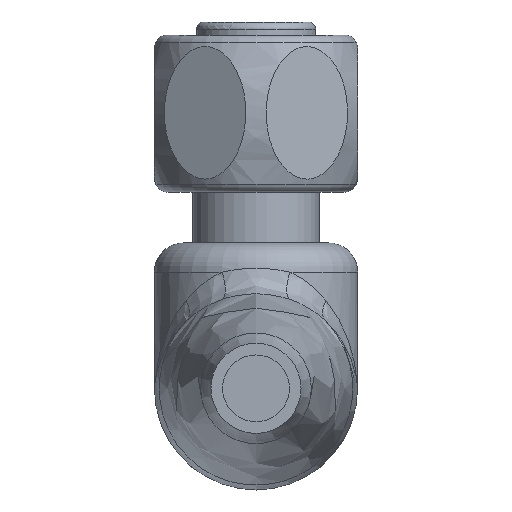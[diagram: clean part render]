
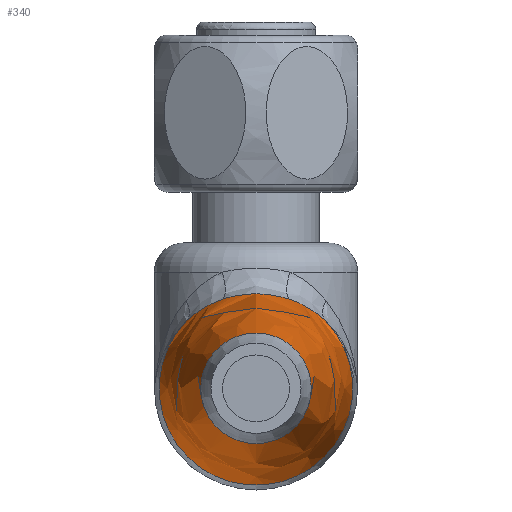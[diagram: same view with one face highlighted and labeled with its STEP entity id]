
A CAD part, front view. The second image highlights one B-rep face of the part: STEP entity #340.
In plain terms, the highlighted free-form (B-spline) face has degree [3, 3] with [4, 7] control points.
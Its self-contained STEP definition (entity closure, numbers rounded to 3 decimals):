
#44=(
BOUNDED_SURFACE()
B_SPLINE_SURFACE(3,3,((#2459,#2460,#2461,#2462,#2463,#2464,#2465),(#2466,
#2467,#2468,#2469,#2470,#2471,#2472),(#2473,#2474,#2475,#2476,#2477,#2478,
#2479),(#2480,#2481,#2482,#2483,#2484,#2485,#2486)),.UNSPECIFIED.,.F.,.T.,
 .F.)
B_SPLINE_SURFACE_WITH_KNOTS((4,4),(1,3,3,3,1),(0.,1.),(-0.5,0.,0.5,1.,1.5),
 .UNSPECIFIED.)
GEOMETRIC_REPRESENTATION_ITEM()
RATIONAL_B_SPLINE_SURFACE(((1.,0.333,0.333,1.,0.333,
0.333,1.),(0.998,0.333,0.333,
0.998,0.333,0.333,0.998),
(0.998,0.333,0.333,0.998,
0.333,0.333,0.998),(1.,0.333,
0.333,1.,0.333,0.333,1.)))
REPRESENTATION_ITEM('')
SURFACE()
);
#111=FACE_BOUND('',#554,.T.);
#112=FACE_BOUND('',#555,.T.);
#340=ADVANCED_FACE('',(#111,#112),#44,.T.);
#554=EDGE_LOOP('',(#886));
#555=EDGE_LOOP('',(#887,#888,#889,#890));
#585=B_SPLINE_CURVE_WITH_KNOTS('',3,(#2445,#2446,#2447,#2448),
 .UNSPECIFIED.,.F.,.F.,(4,4),(0.,1.),.UNSPECIFIED.);
#586=B_SPLINE_CURVE_WITH_KNOTS('',3,(#2450,#2451,#2452,#2453),
 .UNSPECIFIED.,.F.,.F.,(4,4),(0.,1.),.UNSPECIFIED.);
#587=B_SPLINE_CURVE_WITH_KNOTS('',3,(#2455,#2456,#2457,#2458),
 .UNSPECIFIED.,.F.,.F.,(4,4),(0.,1.),.UNSPECIFIED.);
#886=ORIENTED_EDGE('',*,*,#1204,.F.);
#887=ORIENTED_EDGE('',*,*,#1205,.T.);
#888=ORIENTED_EDGE('',*,*,#1206,.T.);
#889=ORIENTED_EDGE('',*,*,#1207,.T.);
#890=ORIENTED_EDGE('',*,*,#1208,.T.);
#1042=VERTEX_POINT('',#2441);
#1043=VERTEX_POINT('',#2443);
#1044=VERTEX_POINT('',#2444);
#1045=VERTEX_POINT('',#2449);
#1046=VERTEX_POINT('',#2454);
#1204=EDGE_CURVE('',#1042,#1042,#1302,.T.);
#1205=EDGE_CURVE('',#1043,#1044,#1303,.T.);
#1206=EDGE_CURVE('',#1044,#1045,#585,.T.);
#1207=EDGE_CURVE('',#1045,#1046,#586,.T.);
#1208=EDGE_CURVE('',#1046,#1043,#587,.T.);
#1302=CIRCLE('',#1470,3.805);
#1303=CIRCLE('',#1471,6.663);
#1470=AXIS2_PLACEMENT_3D('',#2440,#1857,#1858);
#1471=AXIS2_PLACEMENT_3D('',#2442,#1859,#1860);
#1857=DIRECTION('',(0.,-1.,0.));
#1858=DIRECTION('',(0.,0.,1.));
#1859=DIRECTION('',(0.,-1.,0.));
#1860=DIRECTION('',(0.,0.,1.));
#2440=CARTESIAN_POINT('',(0.,-26.916,-25.2));
#2441=CARTESIAN_POINT('',(0.,-26.916,-21.395));
#2442=CARTESIAN_POINT('',(0.,-6.437,-25.2));
#2443=CARTESIAN_POINT('',(-4.756,-6.437,-20.534));
#2444=CARTESIAN_POINT('',(4.756,-6.437,-20.534));
#2445=CARTESIAN_POINT('',(4.756,-6.437,-20.534));
#2446=CARTESIAN_POINT('',(4.115,-7.203,-19.938));
#2447=CARTESIAN_POINT('',(3.31,-7.892,-19.415));
#2448=CARTESIAN_POINT('',(2.296,-8.35,-19.069));
#2449=CARTESIAN_POINT('',(2.296,-8.35,-19.069));
#2450=CARTESIAN_POINT('',(2.296,-8.35,-19.069));
#2451=CARTESIAN_POINT('',(0.893,-8.984,-18.59));
#2452=CARTESIAN_POINT('',(-0.893,-8.984,-18.59));
#2453=CARTESIAN_POINT('',(-2.296,-8.35,-19.069));
#2454=CARTESIAN_POINT('',(-2.296,-8.35,-19.069));
#2455=CARTESIAN_POINT('',(-2.296,-8.35,-19.069));
#2456=CARTESIAN_POINT('',(-3.311,-7.892,-19.415));
#2457=CARTESIAN_POINT('',(-4.115,-7.203,-19.938));
#2458=CARTESIAN_POINT('',(-4.756,-6.437,-20.534));
#2459=CARTESIAN_POINT('',(0.,-26.916,-21.395));
#2460=CARTESIAN_POINT('',(-7.611,-26.916,-21.395));
#2461=CARTESIAN_POINT('',(-7.611,-26.916,-29.005));
#2462=CARTESIAN_POINT('',(0.,-26.916,-29.005));
#2463=CARTESIAN_POINT('',(7.611,-26.916,-29.005));
#2464=CARTESIAN_POINT('',(7.611,-26.916,-21.395));
#2465=CARTESIAN_POINT('',(0.,-26.916,-21.395));
#2466=CARTESIAN_POINT('',(0.,-20.18,-19.854));
#2467=CARTESIAN_POINT('',(-10.693,-20.18,-19.854));
#2468=CARTESIAN_POINT('',(-10.693,-20.18,-30.546));
#2469=CARTESIAN_POINT('',(0.,-20.18,-30.546));
#2470=CARTESIAN_POINT('',(10.693,-20.18,-30.546));
#2471=CARTESIAN_POINT('',(10.693,-20.18,-19.854));
#2472=CARTESIAN_POINT('',(0.,-20.18,-19.854));
#2473=CARTESIAN_POINT('',(0.,-13.337,-18.899));
#2474=CARTESIAN_POINT('',(-12.602,-13.337,-18.899));
#2475=CARTESIAN_POINT('',(-12.602,-13.337,-31.501));
#2476=CARTESIAN_POINT('',(0.,-13.337,-31.501));
#2477=CARTESIAN_POINT('',(12.602,-13.337,-31.501));
#2478=CARTESIAN_POINT('',(12.602,-13.337,-18.899));
#2479=CARTESIAN_POINT('',(0.,-13.337,-18.899));
#2480=CARTESIAN_POINT('',(0.,-6.437,-18.537));
#2481=CARTESIAN_POINT('',(-13.325,-6.437,-18.537));
#2482=CARTESIAN_POINT('',(-13.325,-6.437,-31.863));
#2483=CARTESIAN_POINT('',(0.,-6.437,-31.863));
#2484=CARTESIAN_POINT('',(13.325,-6.437,-31.863));
#2485=CARTESIAN_POINT('',(13.325,-6.437,-18.537));
#2486=CARTESIAN_POINT('',(0.,-6.437,-18.537));
